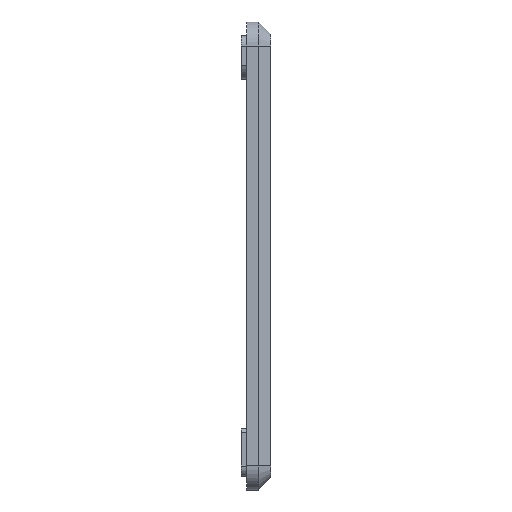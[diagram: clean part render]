
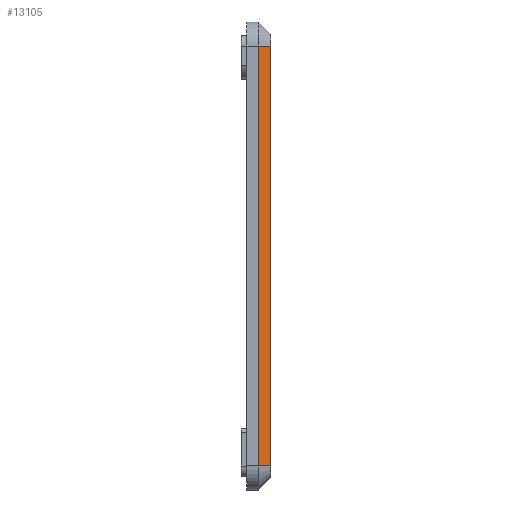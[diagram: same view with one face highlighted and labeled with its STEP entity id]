
A CAD part, front view. The second image highlights one B-rep face of the part: STEP entity #13105.
In plain terms, the highlighted planar face has unit normal (0.707, -0.707, 0).
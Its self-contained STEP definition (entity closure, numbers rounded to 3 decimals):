
#958=PLANE('',#13779);
#1542=FACE_OUTER_BOUND('',#2297,.T.);
#2297=EDGE_LOOP('',(#10653,#10654,#10655,#10656));
#3379=LINE('',#20279,#4819);
#3392=LINE('',#20337,#4832);
#3393=LINE('',#20340,#4833);
#3400=LINE('',#20359,#4840);
#4819=VECTOR('',#15204,10.);
#4832=VECTOR('',#15261,10.);
#4833=VECTOR('',#15264,10.);
#4840=VECTOR('',#15285,10.);
#6256=VERTEX_POINT('',#20276);
#6257=VERTEX_POINT('',#20278);
#6280=VERTEX_POINT('',#20335);
#6281=VERTEX_POINT('',#20339);
#7825=EDGE_CURVE('',#6257,#6256,#3379,.T.);
#7852=EDGE_CURVE('',#6280,#6256,#3392,.T.);
#7853=EDGE_CURVE('',#6257,#6281,#3393,.T.);
#7863=EDGE_CURVE('',#6280,#6281,#3400,.T.);
#10653=ORIENTED_EDGE('',*,*,#7853,.F.);
#10654=ORIENTED_EDGE('',*,*,#7825,.T.);
#10655=ORIENTED_EDGE('',*,*,#7852,.F.);
#10656=ORIENTED_EDGE('',*,*,#7863,.T.);
#13105=ADVANCED_FACE('',(#1542),#958,.T.);
#13779=AXIS2_PLACEMENT_3D('',#20358,#15283,#15284);
#15204=DIRECTION('',(0.,0.,1.));
#15261=DIRECTION('',(0.707,0.707,0.));
#15264=DIRECTION('',(-0.707,-0.707,0.));
#15283=DIRECTION('center_axis',(0.707,-0.707,0.));
#15284=DIRECTION('ref_axis',(0.,0.,-1.));
#15285=DIRECTION('',(0.,0.,-1.));
#20276=CARTESIAN_POINT('',(290.7,470.307,561.369));
#20278=CARTESIAN_POINT('',(290.7,470.307,491.369));
#20279=CARTESIAN_POINT('',(290.7,470.307,544.144));
#20335=CARTESIAN_POINT('',(288.7,468.307,561.369));
#20337=CARTESIAN_POINT('',(288.7,468.307,561.369));
#20339=CARTESIAN_POINT('',(288.7,468.307,491.369));
#20340=CARTESIAN_POINT('',(290.7,470.307,491.369));
#20358=CARTESIAN_POINT('Origin',(289.7,469.307,544.144));
#20359=CARTESIAN_POINT('',(288.7,468.307,544.144));
